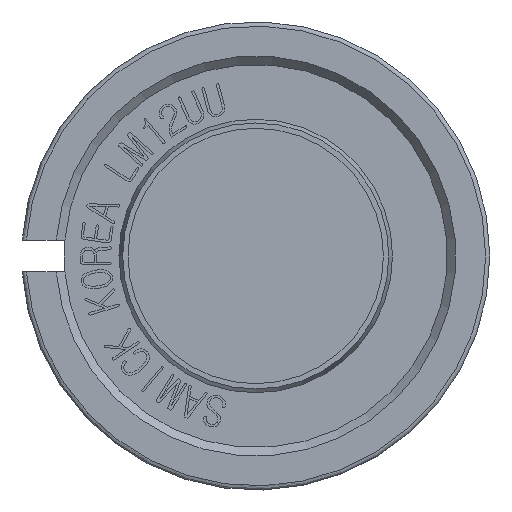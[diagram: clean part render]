
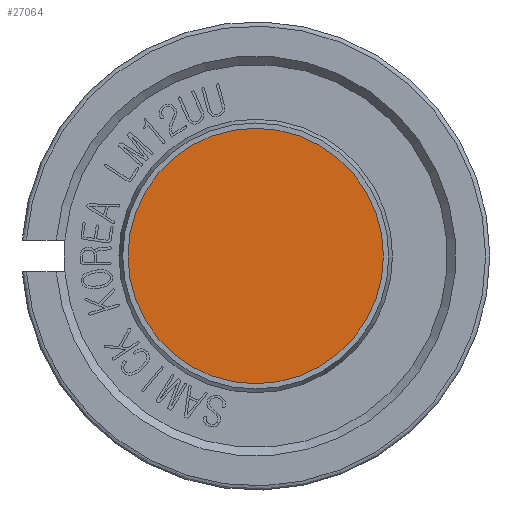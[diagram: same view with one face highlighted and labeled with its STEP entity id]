
A CAD part, front view. The second image highlights one B-rep face of the part: STEP entity #27064.
In plain terms, the highlighted planar face has unit normal (0, -1, 0).
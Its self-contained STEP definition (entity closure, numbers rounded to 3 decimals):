
#27033=CARTESIAN_POINT('',(-6.,-41.0,0.));
#27034=VERTEX_POINT('',#27033);
#27035=CARTESIAN_POINT('',(0.0,-41.0,0.0));
#27036=DIRECTION('',(0.0,1.0,0.0));
#27037=DIRECTION('',(1.0,0.0,0.0));
#27038=AXIS2_PLACEMENT_3D('',#27035,#27036,#27037);
#27039=CIRCLE('',#27038,6.);
#27040=EDGE_CURVE('',#27034,#27034,#27039,.T.);
#27056=CARTESIAN_POINT('',(0.0,-41.0,0.0));
#27057=DIRECTION('',(0.0,-1.0,0.0));
#27058=DIRECTION('',(0.0,0.0,-1.0));
#27059=AXIS2_PLACEMENT_3D('',#27056,#27057,#27058);
#27060=PLANE('',#27059);
#27061=ORIENTED_EDGE('',*,*,#27040,.F.);
#27062=EDGE_LOOP('',(#27061));
#27063=FACE_OUTER_BOUND('',#27062,.T.);
#27064=ADVANCED_FACE('',(#27063),#27060,.T.);
